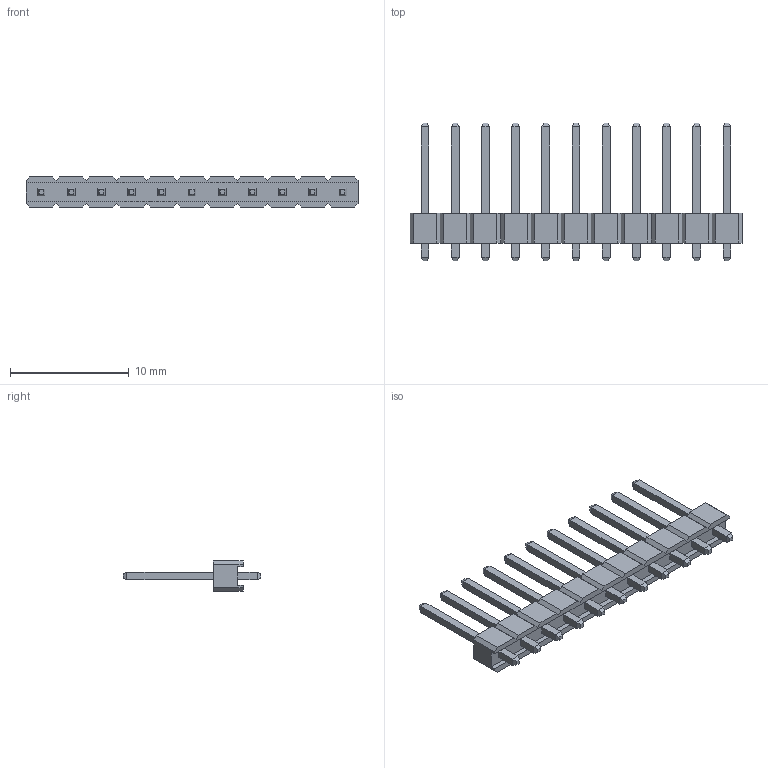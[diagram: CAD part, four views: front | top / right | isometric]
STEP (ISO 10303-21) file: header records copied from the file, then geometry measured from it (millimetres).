
FILE_DESCRIPTION (( 'STEP AP214' ), '1' );
FILE_NAME ('0_11_WA1208153036927.step', '2006-12-08T20:30:01', ( 'sysAdmin' ), ( 'SolidWorks' ), 'SwSTEP 2.0', 'SolidWorks 2007', '' );
FILE_SCHEMA (( 'AUTOMOTIVE_DESIGN' ));
Length unit declared in the file: millimetre
Products named in the file (1): 0_11_WA1208153036927
Bounding box: 27.94 x 11.6 x 2.54 mm (x, y, z)
Volume: 196.7 mm3; surface area: 587.7 mm2
Topology: 1 solids, 1 shells, 272 faces, 656 edges, 408 vertices
Faces by surface type: plane 272
Entity records: 8473 total; most frequent: CARTESIAN_POINT 1337, ORIENTED_EDGE 1312, DIRECTION 1202, EDGE_CURVE 656, VECTOR 656, LINE 656, VERTEX_POINT 408, EDGE_LOOP 294
